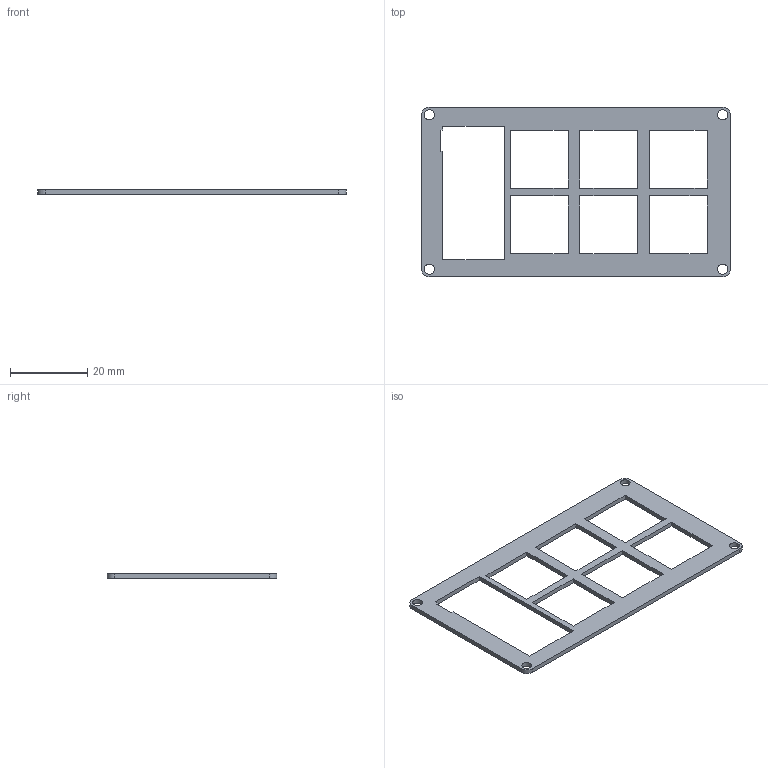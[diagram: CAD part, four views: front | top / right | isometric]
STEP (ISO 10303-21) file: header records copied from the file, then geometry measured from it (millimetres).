
FILE_DESCRIPTION(('HOOPS Exchange Step'),'2;1');
FILE_NAME('temp_export','2025-06-16T09:57:10-14:00',('ben_wang'),('Shapr3D Limited'),'HOOPS Exchange 2024.8','Shapr3D','Authorized');
FILE_SCHEMA( ('AP242_MANAGED_MODEL_BASED_3D_ENGINEERING_MIM_LF {1 0 10303 442 1 1 4}') );
Length unit declared in the file: millimetre
Products named in the file (1): plate
Bounding box: 80 x 44 x 1.2 mm (x, y, z)
Volume: 1907.7 mm3; surface area: 4066.6 mm2
Topology: 1 solids, 1 shells, 46 faces, 140 edges, 96 vertices
Faces by surface type: plane 38, cylinder 8
Full cylindrical faces by diameter (mm): 2.6 x4
Entity records: 1652 total; most frequent: CARTESIAN_POINT 284, ORIENTED_EDGE 280, DIRECTION 260, EDGE_CURVE 140, VECTOR 116, LINE 116, VERTEX_POINT 96, AXIS2_PLACEMENT_3D 72
